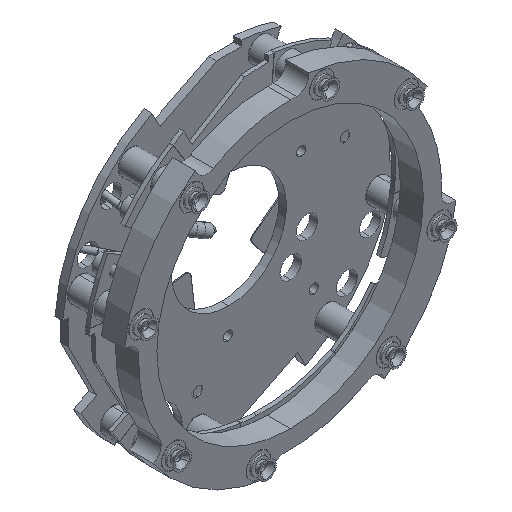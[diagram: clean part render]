
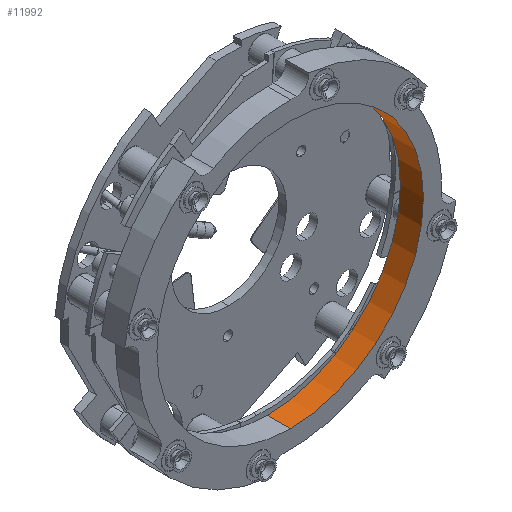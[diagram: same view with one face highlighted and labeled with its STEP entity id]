
A CAD part, isometric view. The second image highlights one B-rep face of the part: STEP entity #11992.
In plain terms, the highlighted cylindrical face has radius 17.628 mm (diameter 35.255 mm), a partial arc.
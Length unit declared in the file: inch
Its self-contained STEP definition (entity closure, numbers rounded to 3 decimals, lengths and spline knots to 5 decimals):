
#15 = VERTEX_POINT ( 'NONE', #14791 ) ;
#18 = VERTEX_POINT ( 'NONE', #14781 ) ;
#45 = VERTEX_POINT ( 'NONE', #8275 ) ;
#2484 = DIRECTION ( 'NONE',  ( 0., 0., -1. ) ) ;
#2485 = DIRECTION ( 'NONE',  ( 0., 1., 0. ) ) ;
#2494 = CARTESIAN_POINT ( 'NONE',  ( 0., -0.319, 0. ) ) ;
#3993 = FACE_OUTER_BOUND ( 'NONE', #22506, .T. ) ;
#3994 = CYLINDRICAL_SURFACE ( 'NONE', #33100, 0.694 ) ;
#8275 = CARTESIAN_POINT ( 'NONE',  ( 0., -0.199, 0.694 ) ) ;
#11992 = ADVANCED_FACE ( 'NONE', ( #3993 ), #3994, .F. ) ;
#14154 = LINE ( 'NONE', #17864, #14155 ) ;
#14155 = VECTOR ( 'NONE', #17865, 39.37008 ) ;
#14158 = LINE ( 'NONE', #17875, #14160 ) ;
#14160 = VECTOR ( 'NONE', #17876, 39.37008 ) ;
#14183 = CIRCLE ( 'NONE', #32204, 0.694 ) ;
#14195 = CIRCLE ( 'NONE', #32212, 0.694 ) ;
#14781 = CARTESIAN_POINT ( 'NONE',  ( 0., -0.199, -0.694 ) ) ;
#14791 = CARTESIAN_POINT ( 'NONE',  ( 0., -0.319, -0.694 ) ) ;
#17864 = CARTESIAN_POINT ( 'NONE',  ( 0., -0.319, 0.694 ) ) ;
#17865 = DIRECTION ( 'NONE',  ( 0., 1., 0. ) ) ;
#17875 = CARTESIAN_POINT ( 'NONE',  ( 0., -0.319, -0.694 ) ) ;
#17876 = DIRECTION ( 'NONE',  ( 0., 1., 0. ) ) ;
#17908 = CARTESIAN_POINT ( 'NONE',  ( 0., -0.199, 0. ) ) ;
#17914 = DIRECTION ( 'NONE',  ( 0., -1., 0. ) ) ;
#17915 = DIRECTION ( 'NONE',  ( 0., 0., 1. ) ) ;
#17943 = CARTESIAN_POINT ( 'NONE',  ( 0., -0.319, 0. ) ) ;
#17950 = DIRECTION ( 'NONE',  ( 0., -1., 0. ) ) ;
#17951 = DIRECTION ( 'NONE',  ( 0., 0., 1. ) ) ;
#19971 = CARTESIAN_POINT ( 'NONE',  ( 0., -0.319, 0.694 ) ) ;
#20264 = VERTEX_POINT ( 'NONE', #19971 ) ;
#22506 = EDGE_LOOP ( 'NONE', ( #26052, #26051, #26050, #26049 ) ) ;
#25273 = EDGE_CURVE ( 'NONE', #20264, #45, #14154, .T. ) ;
#25277 = EDGE_CURVE ( 'NONE', #15, #18, #14158, .T. ) ;
#25292 = EDGE_CURVE ( 'NONE', #18, #45, #14183, .T. ) ;
#25304 = EDGE_CURVE ( 'NONE', #15, #20264, #14195, .T. ) ;
#26049 = ORIENTED_EDGE ( 'NONE', *, *, #25277, .F. ) ;
#26050 = ORIENTED_EDGE ( 'NONE', *, *, #25292, .F. ) ;
#26051 = ORIENTED_EDGE ( 'NONE', *, *, #25273, .T. ) ;
#26052 = ORIENTED_EDGE ( 'NONE', *, *, #25304, .T. ) ;
#32204 = AXIS2_PLACEMENT_3D ( 'NONE', #17908, #17914, #17915 ) ;
#32212 = AXIS2_PLACEMENT_3D ( 'NONE', #17943, #17950, #17951 ) ;
#33100 = AXIS2_PLACEMENT_3D ( 'NONE', #2494, #2485, #2484 ) ;
